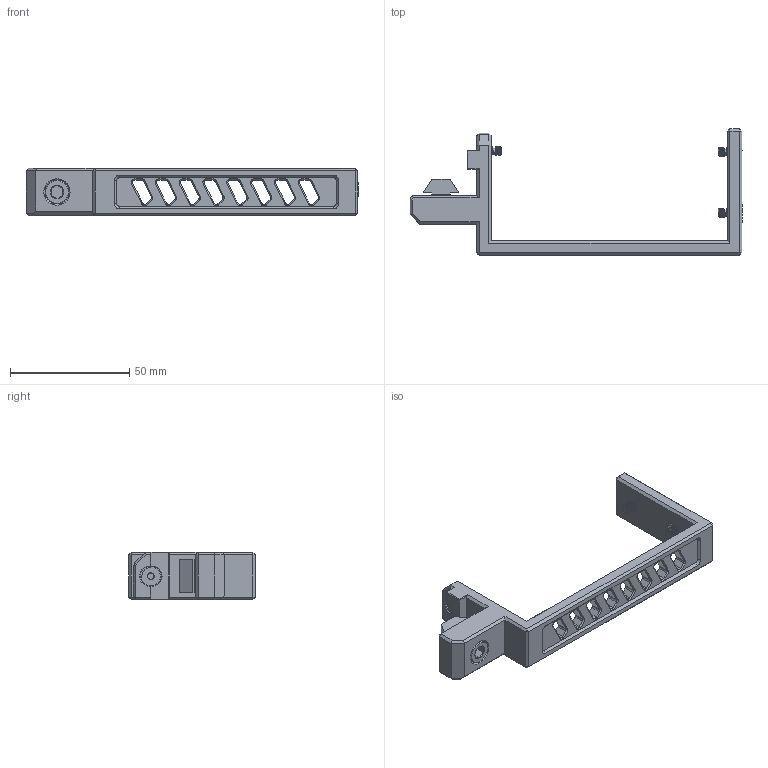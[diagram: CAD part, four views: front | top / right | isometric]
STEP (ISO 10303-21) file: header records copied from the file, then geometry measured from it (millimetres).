
FILE_DESCRIPTION(/* description */ (''),/* implementation_level */ '2;1');
FILE_NAME(/* name */ 'PSU Top Mount.step',/* time_stamp */ '2019-11-30T12:49:42+01:00',/* author */ (''),/* organization */ (''),/* preprocessor_version */ 'ST-DEVELOPER v18',/* originating_system */ 'Autodesk Translation Framework v8.12.0.6',/* authorisation */ '');
FILE_SCHEMA (('AUTOMOTIVE_DESIGN { 1 0 10303 214 3 1 1 }'));
Length unit declared in the file: millimetre
Products named in the file (5): PSU Top Mount (1); Screws (1) (1) (1); 91294A190_BLACK ALLOY STEEL FLAT-HEAD SOCKET CAP SCREW v1 (1) (2); M6 x 12mm v1 (6) (1) (1); PACK-HNTTSN6-6 (4) (1) (1)
Assembly tree (6 placements, depth 3):
  PSU Top Mount (1)
    Screws (1) (1) (1)
      91294A190_BLACK ALLOY STEEL FLAT-HEAD SOCKET CAP SCREW v1 (1) (2)  x3
      M6 x 12mm v1 (6) (1) (1)
      PACK-HNTTSN6-6 (4) (1) (1)
Bounding box: 139.34 x 53.15 x 20 mm (x, y, z)
Volume: 28350.8 mm3; surface area: 15266.2 mm2
Topology: 6 solids, 6 shells, 516 faces, 1294 edges, 802 vertices
Faces by surface type: plane 243, cylinder 159, cone 94, bspline 20
Full cylindrical faces by diameter (mm): 3.091 x21, 4 x21, 4.701 x10, 4.917 x1, 6 x11, 6.2 x1, 10 x2
Entity records: 17974 total; most frequent: CARTESIAN_POINT 8377, ORIENTED_EDGE 2004, DIRECTION 1889, EDGE_CURVE 1002, LINE 653, VECTOR 653, AXIS2_PLACEMENT_3D 618, VERTEX_POINT 612
